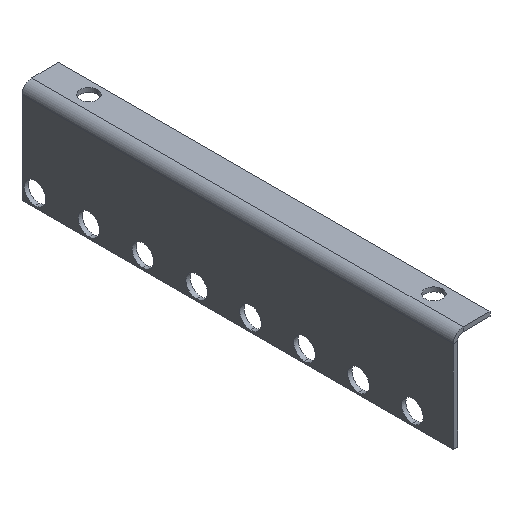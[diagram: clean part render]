
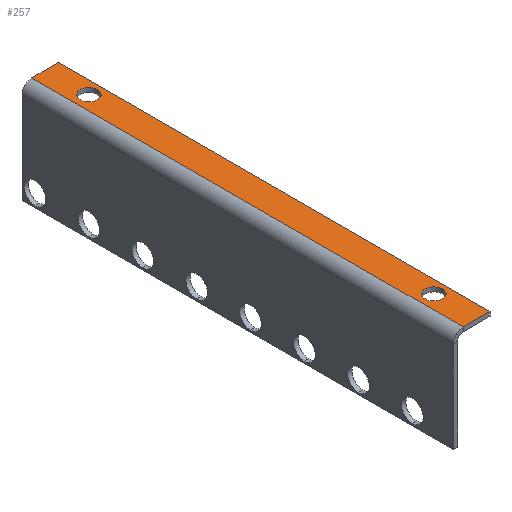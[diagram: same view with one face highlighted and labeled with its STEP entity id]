
A CAD part, isometric view. The second image highlights one B-rep face of the part: STEP entity #257.
In plain terms, the highlighted planar face has unit normal (0, 0, 1).
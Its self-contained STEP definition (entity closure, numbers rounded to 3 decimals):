
#12 = EDGE_LOOP ( 'NONE', ( #17, #1076 ) ) ;
#17 = ORIENTED_EDGE ( 'NONE', *, *, #865, .T. ) ;
#20 = ORIENTED_EDGE ( 'NONE', *, *, #23, .T. ) ;
#23 = EDGE_CURVE ( 'NONE', #1098, #1171, #306, .T. ) ;
#25 = CARTESIAN_POINT ( 'NONE',  ( 2.5, 0., 2. ) ) ;
#50 = DIRECTION ( 'NONE',  ( -1., 0., 0. ) ) ;
#79 = DIRECTION ( 'NONE',  ( -1., 0., 0. ) ) ;
#85 = CARTESIAN_POINT ( 'NONE',  ( 0., 200., 2. ) ) ;
#97 = LINE ( 'NONE', #1087, #565 ) ;
#123 = DIRECTION ( 'NONE',  ( 0., 0., -1. ) ) ;
#152 = CARTESIAN_POINT ( 'NONE',  ( 9., 180., 2. ) ) ;
#170 = VERTEX_POINT ( 'NONE', #248 ) ;
#180 = CIRCLE ( 'NONE', #939, 4. ) ;
#187 = DIRECTION ( 'NONE',  ( -1., 0., 0. ) ) ;
#192 = CARTESIAN_POINT ( 'NONE',  ( 13., 180., 2. ) ) ;
#224 = CARTESIAN_POINT ( 'NONE',  ( 9., 180., 2. ) ) ;
#248 = CARTESIAN_POINT ( 'NONE',  ( 2.5, 200., 2. ) ) ;
#249 = EDGE_CURVE ( 'NONE', #170, #1014, #426, .T. ) ;
#257 = ADVANCED_FACE ( 'NONE', ( #981, #523, #686 ), #515, .F. ) ;
#274 = CARTESIAN_POINT ( 'NONE',  ( 9., 20., 2. ) ) ;
#279 = EDGE_CURVE ( 'NONE', #905, #870, #308, .T. ) ;
#305 = CARTESIAN_POINT ( 'NONE',  ( 15., 200., 2. ) ) ;
#306 = CIRCLE ( 'NONE', #489, 4. ) ;
#308 = CIRCLE ( 'NONE', #913, 4. ) ;
#317 = EDGE_CURVE ( 'NONE', #1014, #718, #422, .T. ) ;
#327 = VECTOR ( 'NONE', #708, 1000. ) ;
#333 = CARTESIAN_POINT ( 'NONE',  ( 2.5, 200., 2. ) ) ;
#356 = AXIS2_PLACEMENT_3D ( 'NONE', #681, #1057, #883 ) ;
#383 = EDGE_CURVE ( 'NONE', #599, #718, #97, .T. ) ;
#416 = DIRECTION ( 'NONE',  ( 1., 0., 0. ) ) ;
#417 = EDGE_LOOP ( 'NONE', ( #906, #459, #710, #807 ) ) ;
#422 = LINE ( 'NONE', #615, #526 ) ;
#426 = LINE ( 'NONE', #333, #861 ) ;
#438 = AXIS2_PLACEMENT_3D ( 'NONE', #224, #123, #50 ) ;
#441 = DIRECTION ( 'NONE',  ( 0., -1., 0. ) ) ;
#459 = ORIENTED_EDGE ( 'NONE', *, *, #383, .F. ) ;
#489 = AXIS2_PLACEMENT_3D ( 'NONE', #274, #629, #187 ) ;
#515 = PLANE ( 'NONE',  #356 ) ;
#523 = FACE_BOUND ( 'NONE', #715, .T. ) ;
#526 = VECTOR ( 'NONE', #416, 1000. ) ;
#565 = VECTOR ( 'NONE', #635, 1000. ) ;
#577 = CARTESIAN_POINT ( 'NONE',  ( 5., 180., 2. ) ) ;
#599 = VERTEX_POINT ( 'NONE', #305 ) ;
#615 = CARTESIAN_POINT ( 'NONE',  ( 0., 0., 2. ) ) ;
#629 = DIRECTION ( 'NONE',  ( 0., 0., -1. ) ) ;
#635 = DIRECTION ( 'NONE',  ( 0., -1., 0. ) ) ;
#681 = CARTESIAN_POINT ( 'NONE',  ( 0., 200., 2. ) ) ;
#686 = FACE_OUTER_BOUND ( 'NONE', #417, .T. ) ;
#696 = DIRECTION ( 'NONE',  ( 0., 0., -1. ) ) ;
#698 = LINE ( 'NONE', #85, #327 ) ;
#708 = DIRECTION ( 'NONE',  ( 1., 0., 0. ) ) ;
#710 = ORIENTED_EDGE ( 'NONE', *, *, #907, .F. ) ;
#715 = EDGE_LOOP ( 'NONE', ( #20, #840 ) ) ;
#718 = VERTEX_POINT ( 'NONE', #1148 ) ;
#793 = CARTESIAN_POINT ( 'NONE',  ( 13., 20., 2. ) ) ;
#807 = ORIENTED_EDGE ( 'NONE', *, *, #249, .T. ) ;
#840 = ORIENTED_EDGE ( 'NONE', *, *, #977, .T. ) ;
#861 = VECTOR ( 'NONE', #441, 1000. ) ;
#865 = EDGE_CURVE ( 'NONE', #870, #905, #957, .T. ) ;
#870 = VERTEX_POINT ( 'NONE', #577 ) ;
#883 = DIRECTION ( 'NONE',  ( -1., 0., 0. ) ) ;
#899 = CARTESIAN_POINT ( 'NONE',  ( 9., 20., 2. ) ) ;
#905 = VERTEX_POINT ( 'NONE', #192 ) ;
#906 = ORIENTED_EDGE ( 'NONE', *, *, #317, .T. ) ;
#907 = EDGE_CURVE ( 'NONE', #170, #599, #698, .T. ) ;
#913 = AXIS2_PLACEMENT_3D ( 'NONE', #152, #1143, #1160 ) ;
#939 = AXIS2_PLACEMENT_3D ( 'NONE', #899, #696, #79 ) ;
#957 = CIRCLE ( 'NONE', #438, 4. ) ;
#977 = EDGE_CURVE ( 'NONE', #1171, #1098, #180, .T. ) ;
#981 = FACE_BOUND ( 'NONE', #12, .T. ) ;
#1014 = VERTEX_POINT ( 'NONE', #25 ) ;
#1057 = DIRECTION ( 'NONE',  ( 0., 0., -1. ) ) ;
#1076 = ORIENTED_EDGE ( 'NONE', *, *, #279, .T. ) ;
#1087 = CARTESIAN_POINT ( 'NONE',  ( 15., 200., 2. ) ) ;
#1098 = VERTEX_POINT ( 'NONE', #1128 ) ;
#1128 = CARTESIAN_POINT ( 'NONE',  ( 5., 20., 2. ) ) ;
#1143 = DIRECTION ( 'NONE',  ( 0., 0., -1. ) ) ;
#1148 = CARTESIAN_POINT ( 'NONE',  ( 15., 0., 2. ) ) ;
#1160 = DIRECTION ( 'NONE',  ( -1., 0., 0. ) ) ;
#1171 = VERTEX_POINT ( 'NONE', #793 ) ;
